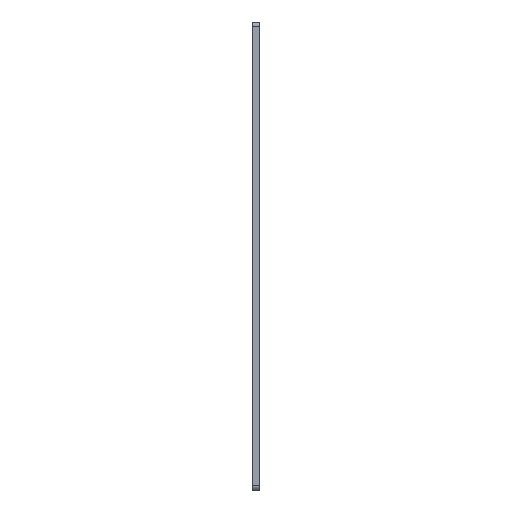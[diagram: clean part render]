
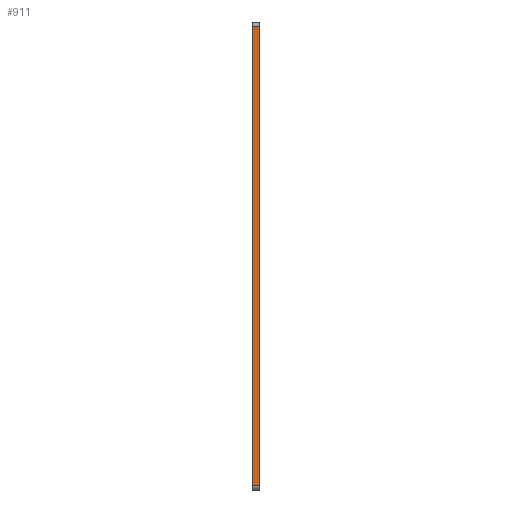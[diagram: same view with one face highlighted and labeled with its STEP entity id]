
A CAD part, left-side view. The second image highlights one B-rep face of the part: STEP entity #911.
In plain terms, the highlighted planar face has unit normal (-1, 0, 0).
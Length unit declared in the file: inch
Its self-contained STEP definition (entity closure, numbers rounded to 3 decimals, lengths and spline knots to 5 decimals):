
#178 = EDGE_LOOP ( 'NONE', ( #1170, #646, #2022, #881 ) ) ;
#216 = LINE ( 'NONE', #1882, #1508 ) ;
#228 = CARTESIAN_POINT ( 'NONE',  ( 0., 0.22, -0.125 ) ) ;
#242 = DIRECTION ( 'NONE',  ( 0., 0., 1. ) ) ;
#261 = VECTOR ( 'NONE', #242, 39.37008 ) ;
#343 = PLANE ( 'NONE',  #1424 ) ;
#350 = EDGE_CURVE ( 'NONE', #1334, #584, #1977, .T. ) ;
#352 = LINE ( 'NONE', #1088, #2181 ) ;
#584 = VERTEX_POINT ( 'NONE', #614 ) ;
#614 = CARTESIAN_POINT ( 'NONE',  ( 0., 0., -13.875 ) ) ;
#621 = VERTEX_POINT ( 'NONE', #626 ) ;
#626 = CARTESIAN_POINT ( 'NONE',  ( 0., 0., -0.125 ) ) ;
#646 = ORIENTED_EDGE ( 'NONE', *, *, #350, .T. ) ;
#881 = ORIENTED_EDGE ( 'NONE', *, *, #1007, .T. ) ;
#898 = DIRECTION ( 'NONE',  ( 1., 0., 0. ) ) ;
#911 = ADVANCED_FACE ( 'NONE', ( #1799 ), #343, .F. ) ;
#1007 = EDGE_CURVE ( 'NONE', #621, #1580, #352, .T. ) ;
#1058 = EDGE_CURVE ( 'NONE', #1334, #1580, #1151, .T. ) ;
#1088 = CARTESIAN_POINT ( 'NONE',  ( 0., 0.22, -0.125 ) ) ;
#1151 = LINE ( 'NONE', #1341, #261 ) ;
#1170 = ORIENTED_EDGE ( 'NONE', *, *, #1058, .F. ) ;
#1334 = VERTEX_POINT ( 'NONE', #1472 ) ;
#1341 = CARTESIAN_POINT ( 'NONE',  ( 0., 0.22, 0. ) ) ;
#1424 = AXIS2_PLACEMENT_3D ( 'NONE', #2319, #898, #1457 ) ;
#1457 = DIRECTION ( 'NONE',  ( 0., 0., -1. ) ) ;
#1472 = CARTESIAN_POINT ( 'NONE',  ( 0., 0.22, -13.875 ) ) ;
#1493 = DIRECTION ( 'NONE',  ( 0., 0., 1. ) ) ;
#1508 = VECTOR ( 'NONE', #1493, 39.37008 ) ;
#1523 = EDGE_CURVE ( 'NONE', #584, #621, #216, .T. ) ;
#1580 = VERTEX_POINT ( 'NONE', #228 ) ;
#1639 = VECTOR ( 'NONE', #2296, 39.37008 ) ;
#1773 = CARTESIAN_POINT ( 'NONE',  ( 0., 0.22, -13.875 ) ) ;
#1799 = FACE_OUTER_BOUND ( 'NONE', #178, .T. ) ;
#1818 = DIRECTION ( 'NONE',  ( 0., 1., 0. ) ) ;
#1882 = CARTESIAN_POINT ( 'NONE',  ( 0., 0., 0. ) ) ;
#1977 = LINE ( 'NONE', #1773, #1639 ) ;
#2022 = ORIENTED_EDGE ( 'NONE', *, *, #1523, .T. ) ;
#2181 = VECTOR ( 'NONE', #1818, 39.37008 ) ;
#2296 = DIRECTION ( 'NONE',  ( 0., -1., 0. ) ) ;
#2319 = CARTESIAN_POINT ( 'NONE',  ( 0., 0.22, 0. ) ) ;
